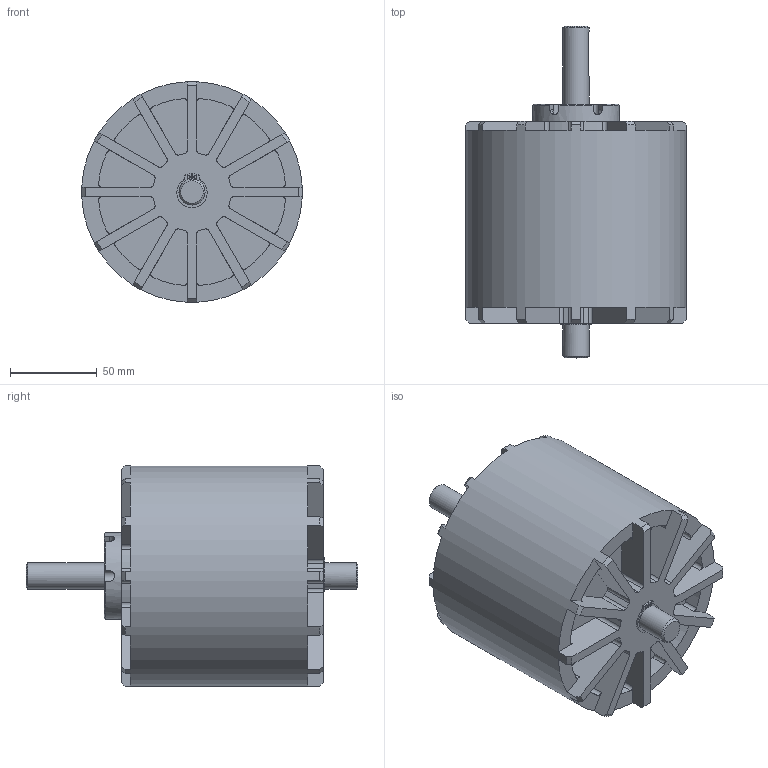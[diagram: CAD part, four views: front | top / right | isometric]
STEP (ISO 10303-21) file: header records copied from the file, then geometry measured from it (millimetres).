
FILE_DESCRIPTION( ( 'Unknown' ), '1' );
FILE_NAME( 'RV-120-Pro download.stp', 'Unknown', ( 'Unknown' ), ( 'Unknown' ), 'PSStep 14.0', 'Unknown', ' ' );
FILE_SCHEMA( ( 'AUTOMOTIVE_DESIGN { 1 0 10303 214 1 1 1 1 }' ) );
Length unit declared in the file: millimetre
Products named in the file (1): 1
Bounding box: 126.99 x 191 x 126.99 mm (x, y, z)
Volume: 1326061.8 mm3; surface area: 103262.8 mm2
Topology: 1 solids, 2 shells, 396 faces, 1090 edges, 734 vertices
Faces by surface type: cylinder 193, plane 172, cone 31
Full cylindrical faces by diameter (mm): 1.7 x4, 3.242 x12, 4.134 x6, 6 x4, 15 x3, 21.731 x2, 25.269 x2, 31 x2, 50 x1, 54 x1, 68 x2, 72 x1, 127 x1
Entity records: 15720 total; most frequent: CARTESIAN_POINT 2473, DIRECTION 2208, ORIENTED_EDGE 2026, EDGE_CURVE 1013, AXIS2_PLACEMENT_3D 860, VERTEX_POINT 701, LINE 488, VECTOR 488
